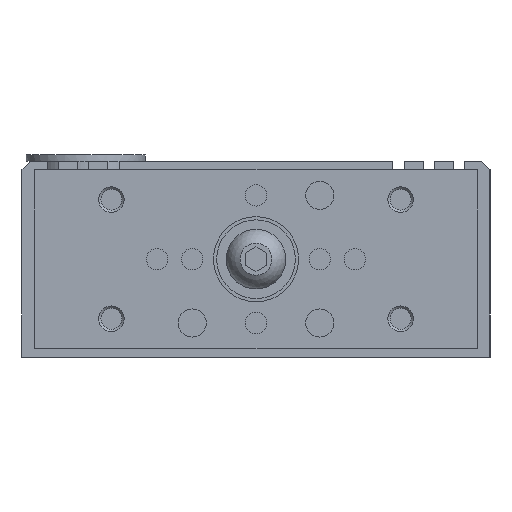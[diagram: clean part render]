
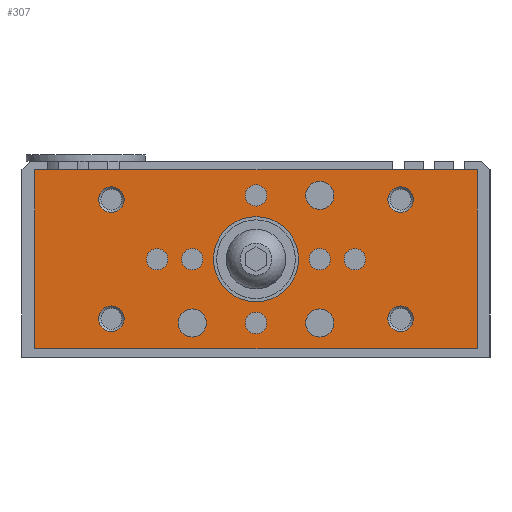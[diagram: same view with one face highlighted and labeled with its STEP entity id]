
A CAD part, left-side view. The second image highlights one B-rep face of the part: STEP entity #307.
In plain terms, the highlighted planar face has unit normal (-1, 0, 0).
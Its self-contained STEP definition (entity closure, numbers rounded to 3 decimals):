
#307 = ADVANCED_FACE( '', ( #833, #834, #835, #836, #837, #838, #839, #840, #841, #842, #843, #844, #845, #846, #847 ), #848, .F. );
#833 = FACE_BOUND( '', #1717, .T. );
#834 = FACE_BOUND( '', #1718, .T. );
#835 = FACE_BOUND( '', #1719, .T. );
#836 = FACE_BOUND( '', #1720, .T. );
#837 = FACE_BOUND( '', #1721, .T. );
#838 = FACE_BOUND( '', #1722, .T. );
#839 = FACE_BOUND( '', #1723, .T. );
#840 = FACE_BOUND( '', #1724, .T. );
#841 = FACE_BOUND( '', #1725, .T. );
#842 = FACE_BOUND( '', #1726, .T. );
#843 = FACE_BOUND( '', #1727, .T. );
#844 = FACE_BOUND( '', #1728, .T. );
#845 = FACE_BOUND( '', #1729, .T. );
#846 = FACE_BOUND( '', #1730, .T. );
#847 = FACE_OUTER_BOUND( '', #1731, .T. );
#848 = PLANE( '', #1732 );
#1717 = EDGE_LOOP( '', ( #2646 ) );
#1718 = EDGE_LOOP( '', ( #2647 ) );
#1719 = EDGE_LOOP( '', ( #2648 ) );
#1720 = EDGE_LOOP( '', ( #2649 ) );
#1721 = EDGE_LOOP( '', ( #2650 ) );
#1722 = EDGE_LOOP( '', ( #2651 ) );
#1723 = EDGE_LOOP( '', ( #2652 ) );
#1724 = EDGE_LOOP( '', ( #2653 ) );
#1725 = EDGE_LOOP( '', ( #2654 ) );
#1726 = EDGE_LOOP( '', ( #2655 ) );
#1727 = EDGE_LOOP( '', ( #2656 ) );
#1728 = EDGE_LOOP( '', ( #2657 ) );
#1729 = EDGE_LOOP( '', ( #2658 ) );
#1730 = EDGE_LOOP( '', ( #2659 ) );
#1731 = EDGE_LOOP( '', ( #2660, #2661, #2662, #2663 ) );
#1732 = AXIS2_PLACEMENT_3D( '', #2664, #2665, #2666 );
#2646 = ORIENTED_EDGE( '', *, *, #4363, .T. );
#2647 = ORIENTED_EDGE( '', *, *, #4364, .T. );
#2648 = ORIENTED_EDGE( '', *, *, #4314, .T. );
#2649 = ORIENTED_EDGE( '', *, *, #4365, .T. );
#2650 = ORIENTED_EDGE( '', *, *, #4366, .T. );
#2651 = ORIENTED_EDGE( '', *, *, #4367, .T. );
#2652 = ORIENTED_EDGE( '', *, *, #4368, .T. );
#2653 = ORIENTED_EDGE( '', *, *, #4369, .F. );
#2654 = ORIENTED_EDGE( '', *, *, #4370, .T. );
#2655 = ORIENTED_EDGE( '', *, *, #4371, .T. );
#2656 = ORIENTED_EDGE( '', *, *, #4372, .F. );
#2657 = ORIENTED_EDGE( '', *, *, #4373, .F. );
#2658 = ORIENTED_EDGE( '', *, *, #4374, .T. );
#2659 = ORIENTED_EDGE( '', *, *, #4375, .T. );
#2660 = ORIENTED_EDGE( '', *, *, #4376, .F. );
#2661 = ORIENTED_EDGE( '', *, *, #4377, .F. );
#2662 = ORIENTED_EDGE( '', *, *, #4378, .F. );
#2663 = ORIENTED_EDGE( '', *, *, #4350, .F. );
#2664 = CARTESIAN_POINT( '', ( -106., 52., 44. ) );
#2665 = DIRECTION( '', ( 1., 0., 0. ) );
#2666 = DIRECTION( '', ( 0., 0., 1. ) );
#4314 = EDGE_CURVE( '', #4988, #4988, #4989, .T. );
#4350 = EDGE_CURVE( '', #5051, #5053, #5054, .T. );
#4363 = EDGE_CURVE( '', #5073, #5073, #5074, .T. );
#4364 = EDGE_CURVE( '', #5075, #5075, #5076, .T. );
#4365 = EDGE_CURVE( '', #5077, #5077, #5078, .T. );
#4366 = EDGE_CURVE( '', #5079, #5079, #5080, .T. );
#4367 = EDGE_CURVE( '', #5081, #5081, #5082, .T. );
#4368 = EDGE_CURVE( '', #5083, #5083, #5084, .T. );
#4369 = EDGE_CURVE( '', #5085, #5085, #5086, .T. );
#4370 = EDGE_CURVE( '', #5087, #5087, #5088, .T. );
#4371 = EDGE_CURVE( '', #5089, #5089, #5090, .T. );
#4372 = EDGE_CURVE( '', #5091, #5091, #5092, .T. );
#4373 = EDGE_CURVE( '', #5093, #5093, #5094, .T. );
#4374 = EDGE_CURVE( '', #5095, #5095, #5096, .T. );
#4375 = EDGE_CURVE( '', #5097, #5097, #5098, .T. );
#4376 = EDGE_CURVE( '', #5099, #5051, #5100, .T. );
#4377 = EDGE_CURVE( '', #5101, #5099, #5102, .T. );
#4378 = EDGE_CURVE( '', #5053, #5101, #5103, .T. );
#4988 = VERTEX_POINT( '', #5970 );
#4989 = CIRCLE( '', #5971, 2.51 );
#5051 = VERTEX_POINT( '', #6223 );
#5053 = VERTEX_POINT( '', #6226 );
#5054 = LINE( '', #6227, #6228 );
#5073 = VERTEX_POINT( '', #6248 );
#5074 = CIRCLE( '', #6249, 2.51 );
#5075 = VERTEX_POINT( '', #6250 );
#5076 = CIRCLE( '', #6251, 2.51 );
#5077 = VERTEX_POINT( '', #6252 );
#5078 = CIRCLE( '', #6253, 2.51 );
#5079 = VERTEX_POINT( '', #6254 );
#5080 = CIRCLE( '', #6255, 3.3 );
#5081 = VERTEX_POINT( '', #6256 );
#5082 = CIRCLE( '', #6257, 3.3 );
#5083 = VERTEX_POINT( '', #6258 );
#5084 = CIRCLE( '', #6259, 3.3 );
#5085 = VERTEX_POINT( '', #6260 );
#5086 = CIRCLE( '', #6261, 2.51 );
#5087 = VERTEX_POINT( '', #6262 );
#5088 = CIRCLE( '', #6263, 2.51 );
#5089 = VERTEX_POINT( '', #6264 );
#5090 = CIRCLE( '', #6265, 3. );
#5091 = VERTEX_POINT( '', #6266 );
#5092 = CIRCLE( '', #6267, 3. );
#5093 = VERTEX_POINT( '', #6268 );
#5094 = CIRCLE( '', #6269, 3. );
#5095 = VERTEX_POINT( '', #6270 );
#5096 = CIRCLE( '', #6271, 3. );
#5097 = VERTEX_POINT( '', #6272 );
#5098 = CIRCLE( '', #6273, 10. );
#5099 = VERTEX_POINT( '', #6274 );
#5100 = LINE( '', #6275, #6276 );
#5101 = VERTEX_POINT( '', #6277 );
#5102 = LINE( '', #6278, #6279 );
#5103 = LINE( '', #6280, #6281 );
#5970 = CARTESIAN_POINT( '', ( -106., 0., 35.49 ) );
#5971 = AXIS2_PLACEMENT_3D( '', #7399, #7400, #7401 );
#6223 = CARTESIAN_POINT( '', ( -106., 52., 44. ) );
#6226 = CARTESIAN_POINT( '', ( -106., -52., 44. ) );
#6227 = CARTESIAN_POINT( '', ( -106., 52., 44. ) );
#6228 = VECTOR( '', #7451, 1000. );
#6248 = CARTESIAN_POINT( '', ( -106., 0., 10.51 ) );
#6249 = AXIS2_PLACEMENT_3D( '', #7471, #7472, #7473 );
#6250 = CARTESIAN_POINT( '', ( -106., 12.49, 23. ) );
#6251 = AXIS2_PLACEMENT_3D( '', #7474, #7475, #7476 );
#6252 = CARTESIAN_POINT( '', ( -106., -12.49, 23. ) );
#6253 = AXIS2_PLACEMENT_3D( '', #7477, #7478, #7479 );
#6254 = CARTESIAN_POINT( '', ( -106., 15., 4.7 ) );
#6255 = AXIS2_PLACEMENT_3D( '', #7480, #7481, #7482 );
#6256 = CARTESIAN_POINT( '', ( -106., -15., 4.7 ) );
#6257 = AXIS2_PLACEMENT_3D( '', #7483, #7484, #7485 );
#6258 = CARTESIAN_POINT( '', ( -106., -15., 34.7 ) );
#6259 = AXIS2_PLACEMENT_3D( '', #7486, #7487, #7488 );
#6260 = CARTESIAN_POINT( '', ( -106., 20.74, 23. ) );
#6261 = AXIS2_PLACEMENT_3D( '', #7489, #7490, #7491 );
#6262 = CARTESIAN_POINT( '', ( -106., -20.74, 23. ) );
#6263 = AXIS2_PLACEMENT_3D( '', #7492, #7493, #7494 );
#6264 = CARTESIAN_POINT( '', ( -106., 31., 9. ) );
#6265 = AXIS2_PLACEMENT_3D( '', #7495, #7496, #7497 );
#6266 = CARTESIAN_POINT( '', ( -106., -31., 9. ) );
#6267 = AXIS2_PLACEMENT_3D( '', #7498, #7499, #7500 );
#6268 = CARTESIAN_POINT( '', ( -106., 31., 37. ) );
#6269 = AXIS2_PLACEMENT_3D( '', #7501, #7502, #7503 );
#6270 = CARTESIAN_POINT( '', ( -106., -31., 37. ) );
#6271 = AXIS2_PLACEMENT_3D( '', #7504, #7505, #7506 );
#6272 = CARTESIAN_POINT( '', ( -106., 10., 23. ) );
#6273 = AXIS2_PLACEMENT_3D( '', #7507, #7508, #7509 );
#6274 = CARTESIAN_POINT( '', ( -106., 52., 2. ) );
#6275 = CARTESIAN_POINT( '', ( -106., 52., 2. ) );
#6276 = VECTOR( '', #7510, 1000. );
#6277 = CARTESIAN_POINT( '', ( -106., -52., 2. ) );
#6278 = CARTESIAN_POINT( '', ( -106., -52., 2. ) );
#6279 = VECTOR( '', #7511, 1000. );
#6280 = CARTESIAN_POINT( '', ( -106., -52., 44. ) );
#6281 = VECTOR( '', #7512, 1000. );
#7399 = CARTESIAN_POINT( '', ( -106., 0., 38. ) );
#7400 = DIRECTION( '', ( 1., 0., 0. ) );
#7401 = DIRECTION( '', ( 0., 0., -1. ) );
#7451 = DIRECTION( '', ( 0., -1., 0. ) );
#7471 = CARTESIAN_POINT( '', ( -106., 0., 8. ) );
#7472 = DIRECTION( '', ( 1., 0., 0. ) );
#7473 = DIRECTION( '', ( 0., 0., 1. ) );
#7474 = CARTESIAN_POINT( '', ( -106., 15., 23. ) );
#7475 = DIRECTION( '', ( 1., 0., 0. ) );
#7476 = DIRECTION( '', ( 0., -1., 0. ) );
#7477 = CARTESIAN_POINT( '', ( -106., -15., 23. ) );
#7478 = DIRECTION( '', ( 1., 0., 0. ) );
#7479 = DIRECTION( '', ( 0., 1., 0. ) );
#7480 = CARTESIAN_POINT( '', ( -106., 15., 8. ) );
#7481 = DIRECTION( '', ( 1., 0., 0. ) );
#7482 = DIRECTION( '', ( 0., 0., -1. ) );
#7483 = CARTESIAN_POINT( '', ( -106., -15., 8. ) );
#7484 = DIRECTION( '', ( 1., 0., 0. ) );
#7485 = DIRECTION( '', ( 0., 0., -1. ) );
#7486 = CARTESIAN_POINT( '', ( -106., -15., 38. ) );
#7487 = DIRECTION( '', ( 1., 0., 0. ) );
#7488 = DIRECTION( '', ( 0., 0., -1. ) );
#7489 = CARTESIAN_POINT( '', ( -106., 23.25, 23. ) );
#7490 = DIRECTION( '', ( -1., 0., 0. ) );
#7491 = DIRECTION( '', ( 0., -1., 0. ) );
#7492 = CARTESIAN_POINT( '', ( -106., -23.25, 23. ) );
#7493 = DIRECTION( '', ( 1., 0., 0. ) );
#7494 = DIRECTION( '', ( 0., 1., 0. ) );
#7495 = CARTESIAN_POINT( '', ( -106., 34., 9. ) );
#7496 = DIRECTION( '', ( 1., 0., 0. ) );
#7497 = DIRECTION( '', ( 0., -1., 0. ) );
#7498 = CARTESIAN_POINT( '', ( -106., -34., 9. ) );
#7499 = DIRECTION( '', ( -1., 0., 0. ) );
#7500 = DIRECTION( '', ( 0., 1., 0. ) );
#7501 = CARTESIAN_POINT( '', ( -106., 34., 37. ) );
#7502 = DIRECTION( '', ( -1., 0., 0. ) );
#7503 = DIRECTION( '', ( 0., -1., 0. ) );
#7504 = CARTESIAN_POINT( '', ( -106., -34., 37. ) );
#7505 = DIRECTION( '', ( 1., 0., 0. ) );
#7506 = DIRECTION( '', ( 0., 1., 0. ) );
#7507 = CARTESIAN_POINT( '', ( -106., 0., 23. ) );
#7508 = DIRECTION( '', ( 1., 0., 0. ) );
#7509 = DIRECTION( '', ( 0., 1., 0. ) );
#7510 = DIRECTION( '', ( 0., 0., 1. ) );
#7511 = DIRECTION( '', ( 0., 1., 0. ) );
#7512 = DIRECTION( '', ( 0., 0., -1. ) );
